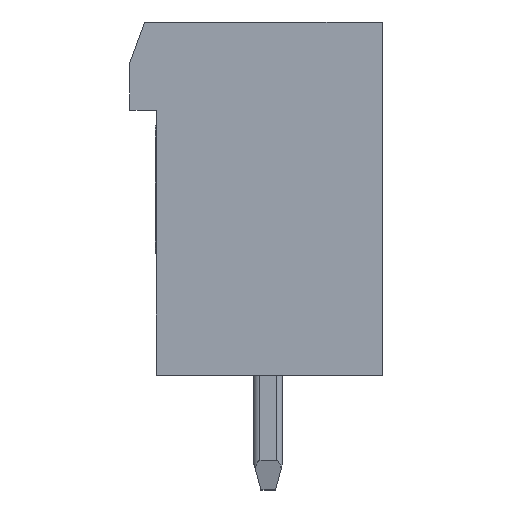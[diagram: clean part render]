
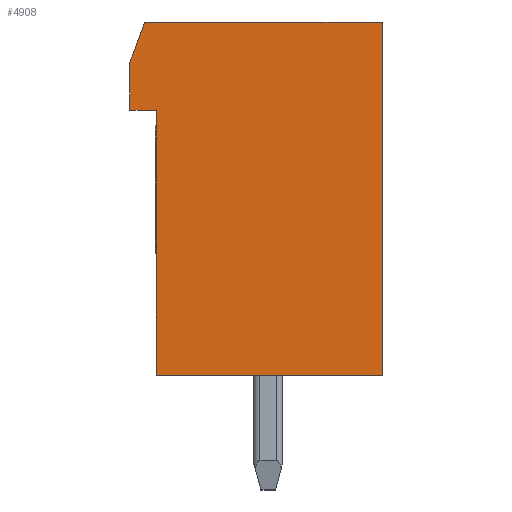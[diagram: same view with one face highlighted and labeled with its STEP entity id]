
A CAD part, left-side view. The second image highlights one B-rep face of the part: STEP entity #4908.
In plain terms, the highlighted planar face has unit normal (-1, 0, 0).
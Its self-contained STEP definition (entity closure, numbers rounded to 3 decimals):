
#4908=ADVANCED_FACE('',(#11806),#11807,.F.);
#7032=VERTEX_POINT('',#14353);
#7036=VERTEX_POINT('',#14357);
#7038=EDGE_CURVE('',#7032,#7036,#14359,.T.);
#7128=VERTEX_POINT('',#14449);
#7132=EDGE_CURVE('',#7032,#7128,#14453,.T.);
#7134=VERTEX_POINT('',#14455);
#7138=VERTEX_POINT('',#14459);
#7142=EDGE_CURVE('',#7134,#7138,#14463,.T.);
#7144=VERTEX_POINT('',#14465);
#7150=EDGE_CURVE('',#7036,#7144,#14471,.T.);
#7186=VERTEX_POINT('',#14508);
#7190=EDGE_CURVE('',#7186,#7134,#14512,.T.);
#7194=EDGE_CURVE('',#7128,#7186,#14516,.T.);
#7206=EDGE_CURVE('',#7144,#7138,#14528,.T.);
#11806=FACE_OUTER_BOUND('',#22221,.T.);
#11807=PLANE('',#22222);
#14353=CARTESIAN_POINT('',(0.0,0.0,12.0));
#14357=CARTESIAN_POINT('',(0.0,0.0,0.0));
#14359=LINE('',#25683,#25684);
#14449=CARTESIAN_POINT('',(0.0,8.07,12.0));
#14453=LINE('',#25841,#25842);
#14455=CARTESIAN_POINT('',(0.0,8.57,9.));
#14459=CARTESIAN_POINT('',(0.0,7.67,9.));
#14463=LINE('',#25857,#25858);
#14465=CARTESIAN_POINT('',(0.0,7.67,0.0));
#14471=LINE('',#25871,#25872);
#14508=CARTESIAN_POINT('',(0.0,8.57,10.626));
#14512=LINE('',#25939,#25940);
#14516=LINE('',#25947,#25948);
#14528=LINE('',#25970,#25971);
#22221=EDGE_LOOP('',(#33350,#33351,#33352,#33353,#33354,#33355,#33356));
#22222=AXIS2_PLACEMENT_3D('',#33357,#33358,#33359);
#25683=CARTESIAN_POINT('',(0.0,0.0,12.0));
#25684=VECTOR('',#37090,1.0);
#25841=CARTESIAN_POINT('',(0.0,0.0,12.0));
#25842=VECTOR('',#37128,1.0);
#25857=CARTESIAN_POINT('',(0.0,8.57,9.));
#25858=VECTOR('',#37131,1.0);
#25871=CARTESIAN_POINT('',(0.0,0.0,0.0));
#25872=VECTOR('',#37134,1.0);
#25939=CARTESIAN_POINT('',(0.0,8.57,10.626));
#25940=VECTOR('',#37160,1.0);
#25947=CARTESIAN_POINT('',(0.0,8.07,12.0));
#25948=VECTOR('',#37162,1.0);
#25970=CARTESIAN_POINT('',(0.0,7.67,0.0));
#25971=VECTOR('',#37170,1.0);
#33350=ORIENTED_EDGE('',*,*,#7132,.T.);
#33351=ORIENTED_EDGE('',*,*,#7194,.T.);
#33352=ORIENTED_EDGE('',*,*,#7190,.T.);
#33353=ORIENTED_EDGE('',*,*,#7142,.T.);
#33354=ORIENTED_EDGE('',*,*,#7206,.F.);
#33355=ORIENTED_EDGE('',*,*,#7150,.F.);
#33356=ORIENTED_EDGE('',*,*,#7038,.F.);
#33357=CARTESIAN_POINT('',(0.0,-0.221,12.306));
#33358=DIRECTION('',(1.0,-0.0,0.0));
#33359=DIRECTION('',(0.0,0.0,-1.0));
#37090=DIRECTION('',(0.0,0.0,-1.0));
#37128=DIRECTION('',(0.0,1.0,0.0));
#37131=DIRECTION('',(0.0,-1.0,0.0));
#37134=DIRECTION('',(0.0,1.0,0.0));
#37160=DIRECTION('',(0.0,0.0,-1.0));
#37162=DIRECTION('',(0.0,0.342,-0.94));
#37170=DIRECTION('',(0.0,0.0,1.0));
